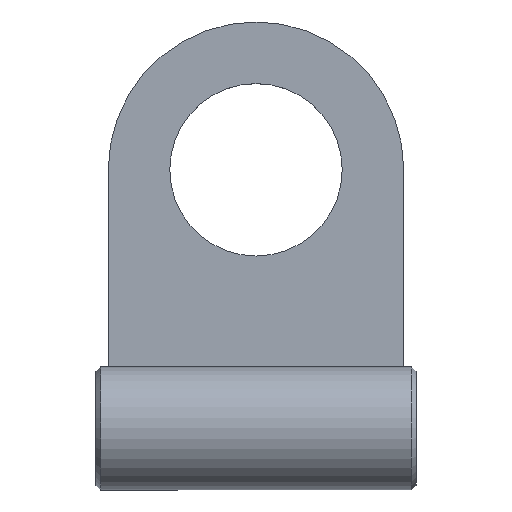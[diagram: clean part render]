
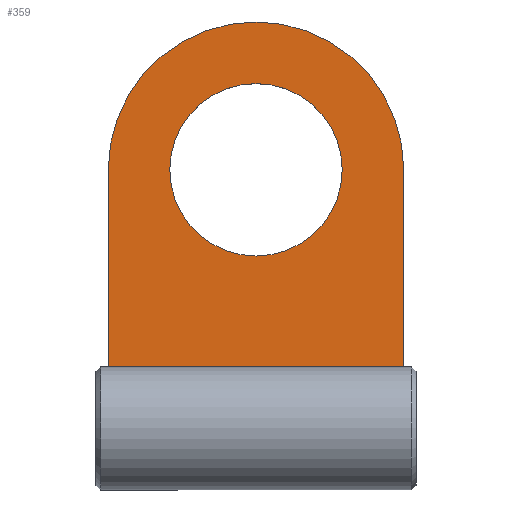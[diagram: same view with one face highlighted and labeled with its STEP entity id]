
A CAD part, top view. The second image highlights one B-rep face of the part: STEP entity #359.
In plain terms, the highlighted face is planar.
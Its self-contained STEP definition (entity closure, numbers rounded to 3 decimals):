
#30 = AXIS2_PLACEMENT_3D ( 'NONE', #334, #845, #326 ) ;
#31 = ORIENTED_EDGE ( 'NONE', *, *, #761, .F. ) ;
#37 = CARTESIAN_POINT ( 'NONE',  ( -30., 0., -5. ) ) ;
#82 = DIRECTION ( 'NONE',  ( 0., 0., 1. ) ) ;
#94 = CARTESIAN_POINT ( 'NONE',  ( 30., 0., -5. ) ) ;
#103 = CIRCLE ( 'NONE', #411, 30. ) ;
#105 = VERTEX_POINT ( 'NONE', #671 ) ;
#111 = LINE ( 'NONE', #94, #301 ) ;
#114 = VERTEX_POINT ( 'NONE', #278 ) ;
#129 = DIRECTION ( 'NONE',  ( 1., 0., 0. ) ) ;
#160 = EDGE_CURVE ( 'NONE', #114, #784, #103, .T. ) ;
#166 = EDGE_LOOP ( 'NONE', ( #31, #639, #471, #234 ) ) ;
#234 = ORIENTED_EDGE ( 'NONE', *, *, #374, .F. ) ;
#236 = DIRECTION ( 'NONE',  ( 0., 1., 0. ) ) ;
#245 = EDGE_LOOP ( 'NONE', ( #837, #526 ) ) ;
#252 = LINE ( 'NONE', #770, #329 ) ;
#278 = CARTESIAN_POINT ( 'NONE',  ( 30., 0., -5. ) ) ;
#285 = EDGE_CURVE ( 'NONE', #709, #604, #685, .T. ) ;
#300 = AXIS2_PLACEMENT_3D ( 'NONE', #839, #388, #599 ) ;
#301 = VECTOR ( 'NONE', #236, 1000. ) ;
#326 = DIRECTION ( 'NONE',  ( -1., 0., 0. ) ) ;
#329 = VECTOR ( 'NONE', #689, 1000. ) ;
#334 = CARTESIAN_POINT ( 'NONE',  ( 0., 0., -5. ) ) ;
#348 = DIRECTION ( 'NONE',  ( -1., 0., 0. ) ) ;
#359 = ADVANCED_FACE ( 'NONE', ( #469, #715 ), #727, .T. ) ;
#374 = EDGE_CURVE ( 'NONE', #569, #105, #533, .T. ) ;
#388 = DIRECTION ( 'NONE',  ( 0., 0., 1. ) ) ;
#396 = CIRCLE ( 'NONE', #424, 17.5 ) ;
#411 = AXIS2_PLACEMENT_3D ( 'NONE', #414, #82, #348 ) ;
#414 = CARTESIAN_POINT ( 'NONE',  ( 0., 0., -5. ) ) ;
#421 = CARTESIAN_POINT ( 'NONE',  ( 0., 0., -5. ) ) ;
#424 = AXIS2_PLACEMENT_3D ( 'NONE', #421, #673, #546 ) ;
#469 = FACE_BOUND ( 'NONE', #245, .T. ) ;
#471 = ORIENTED_EDGE ( 'NONE', *, *, #803, .F. ) ;
#523 = VECTOR ( 'NONE', #129, 1000. ) ;
#526 = ORIENTED_EDGE ( 'NONE', *, *, #285, .T. ) ;
#533 = LINE ( 'NONE', #648, #523 ) ;
#544 = EDGE_CURVE ( 'NONE', #604, #709, #396, .T. ) ;
#546 = DIRECTION ( 'NONE',  ( 1., 0., 0. ) ) ;
#569 = VERTEX_POINT ( 'NONE', #805 ) ;
#599 = DIRECTION ( 'NONE',  ( 1., 0., 0. ) ) ;
#604 = VERTEX_POINT ( 'NONE', #684 ) ;
#639 = ORIENTED_EDGE ( 'NONE', *, *, #160, .F. ) ;
#648 = CARTESIAN_POINT ( 'NONE',  ( 30., -40., -5. ) ) ;
#671 = CARTESIAN_POINT ( 'NONE',  ( 30., -40., -5. ) ) ;
#673 = DIRECTION ( 'NONE',  ( 0., 0., 1. ) ) ;
#684 = CARTESIAN_POINT ( 'NONE',  ( 17.5, 0., -5. ) ) ;
#685 = CIRCLE ( 'NONE', #300, 17.5 ) ;
#689 = DIRECTION ( 'NONE',  ( 0., -1., 0. ) ) ;
#709 = VERTEX_POINT ( 'NONE', #831 ) ;
#715 = FACE_OUTER_BOUND ( 'NONE', #166, .T. ) ;
#727 = PLANE ( 'NONE',  #30 ) ;
#761 = EDGE_CURVE ( 'NONE', #784, #569, #252, .T. ) ;
#770 = CARTESIAN_POINT ( 'NONE',  ( -30., 0., -5. ) ) ;
#784 = VERTEX_POINT ( 'NONE', #37 ) ;
#803 = EDGE_CURVE ( 'NONE', #105, #114, #111, .T. ) ;
#805 = CARTESIAN_POINT ( 'NONE',  ( -30., -40., -5. ) ) ;
#831 = CARTESIAN_POINT ( 'NONE',  ( -17.5, 0., -5. ) ) ;
#837 = ORIENTED_EDGE ( 'NONE', *, *, #544, .T. ) ;
#839 = CARTESIAN_POINT ( 'NONE',  ( 0., 0., -5. ) ) ;
#845 = DIRECTION ( 'NONE',  ( 0., 0., -1. ) ) ;
